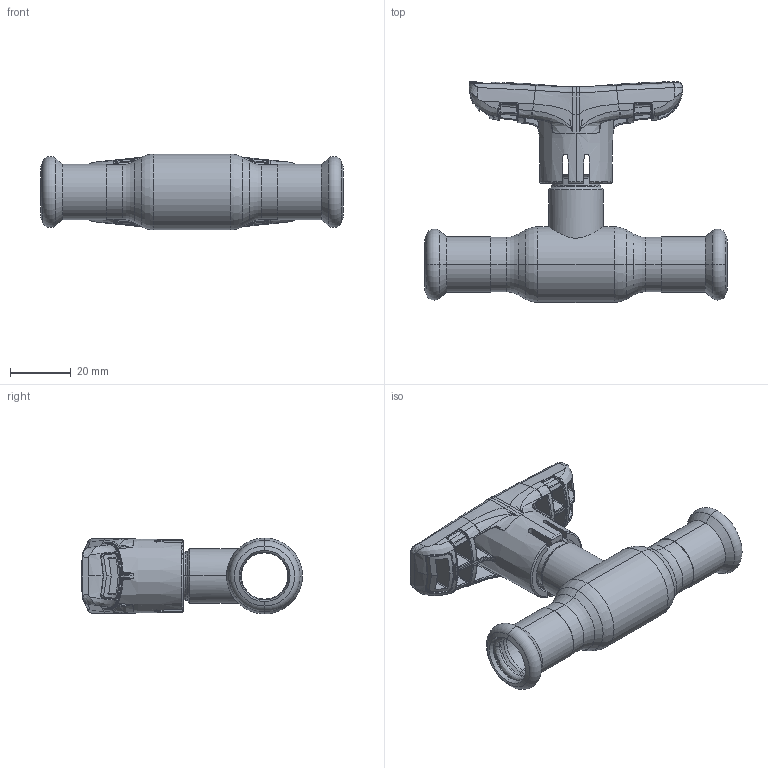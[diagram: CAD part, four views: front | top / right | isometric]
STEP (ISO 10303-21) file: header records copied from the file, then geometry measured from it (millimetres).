
FILE_DESCRIPTION (( 'STEP AP214' ), '1' );
FILE_NAME ('2010000100-0400.step', '2024-01-11T10:55:30', ( '' ), ( '' ), 'SwSTEP 2.0', 'SolidWorks 2021', '' );
FILE_SCHEMA (( 'AUTOMOTIVE_DESIGN' ));
Length unit declared in the file: millimetre
Products named in the file (1): 2010000100-0400
Bounding box: 99.6 x 72.79 x 25 mm (x, y, z)
Surface area: 20443.8 mm2 (no closed solid volume)
Topology: 0 solids, 8 shells, 773 faces, 2272 edges, 1421 vertices
Faces by surface type: bspline 616, plane 47, cylinder 35, cone 31, torus 29, sphere 15
Entity records: 62891 total; most frequent: CARTESIAN_POINT 39408, ORIENTED_EDGE 3964, EDGE_CURVE 2262, B_SPLINE_CURVE_WITH_KNOTS 1573, DIRECTION 1524, VERTEX_POINT 1417, EDGE_LOOP 780, UNCERTAINTY_MEASURE_WITH_UNIT 775
